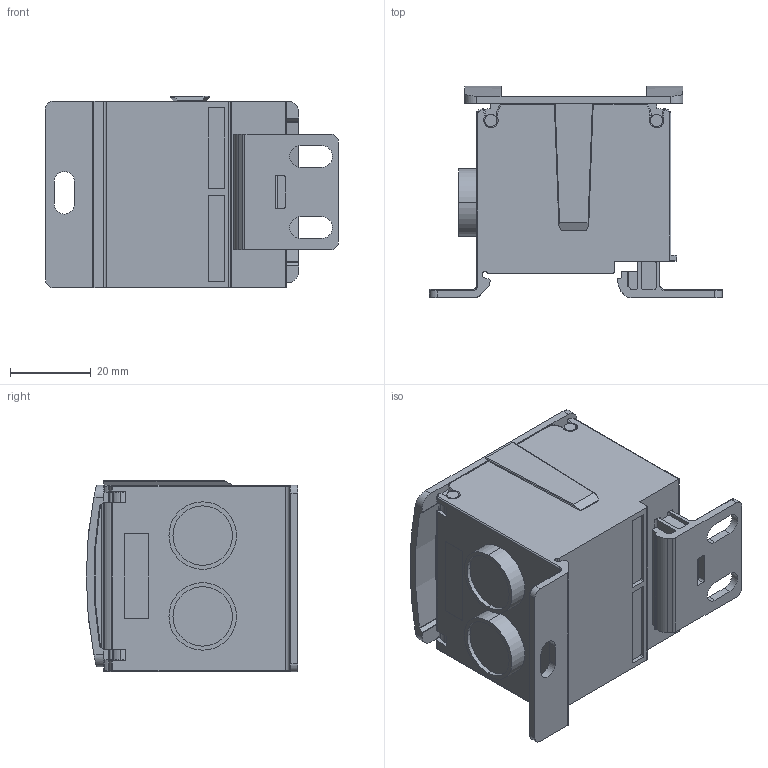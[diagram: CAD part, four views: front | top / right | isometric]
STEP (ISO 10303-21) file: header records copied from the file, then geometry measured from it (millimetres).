
FILE_DESCRIPTION (( 'STEP AP203' ), '1' );
FILE_NAME ('GPB2-175P1-10L.step', '2024-08-05T18:17:40', ( '' ), ( '' ), 'SwSTEP 2.0', 'SolidWorks 2023', '' );
FILE_SCHEMA (( 'CONFIG_CONTROL_DESIGN' ));
Length unit declared in the file: inch
Products named in the file (1): GPB2-175P1-10L
Bounding box: 72.5 x 52.3 x 47.4 mm (x, y, z)
Volume: 98923.1 mm3; surface area: 19806.3 mm2
Topology: 1 solids, 1 shells, 483 faces, 1304 edges, 814 vertices
Faces by surface type: cylinder 251, plane 168, bspline 61, torus 3
Entity records: 17107 total; most frequent: CARTESIAN_POINT 5233, ORIENTED_EDGE 2572, DIRECTION 2418, EDGE_CURVE 1286, AXIS2_PLACEMENT_3D 866, VERTEX_POINT 814, LINE 686, VECTOR 686
